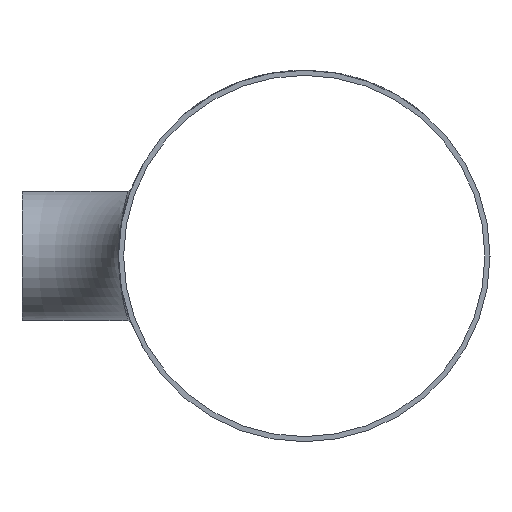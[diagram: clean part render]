
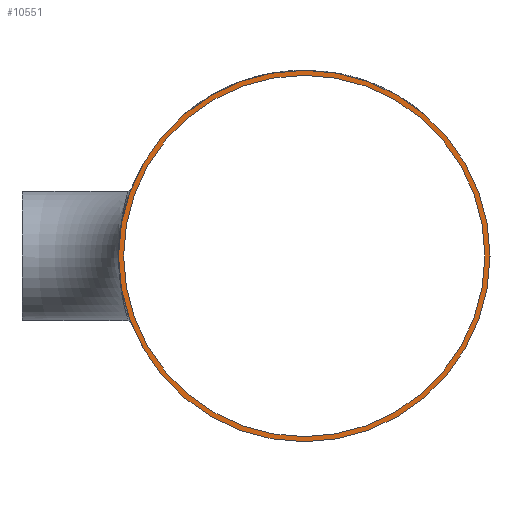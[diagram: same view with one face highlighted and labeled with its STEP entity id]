
A CAD part, left-side view. The second image highlights one B-rep face of the part: STEP entity #10551.
In plain terms, the highlighted planar face has unit normal (-1, 0, 0).
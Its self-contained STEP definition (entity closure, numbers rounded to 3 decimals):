
#396 = EDGE_LOOP ( 'NONE', ( #21832 ) ) ;
#989 = DIRECTION ( 'NONE',  ( 1., 0., 0. ) ) ;
#1677 = AXIS2_PLACEMENT_3D ( 'NONE', #34576, #8541, #28419 ) ;
#4114 = DIRECTION ( 'NONE',  ( 0., 0., -1. ) ) ;
#4725 = PLANE ( 'NONE',  #37887 ) ;
#5362 = CIRCLE ( 'NONE', #10304, 106.55 ) ;
#6074 = ORIENTED_EDGE ( 'NONE', *, *, #18309, .F. ) ;
#6967 = FACE_BOUND ( 'NONE', #396, .T. ) ;
#8437 = CARTESIAN_POINT ( 'NONE',  ( -305., -166.5, -109.55 ) ) ;
#8541 = DIRECTION ( 'NONE',  ( 1., 0., 0. ) ) ;
#10304 = AXIS2_PLACEMENT_3D ( 'NONE', #40274, #14436, #4114 ) ;
#10551 = ADVANCED_FACE ( 'NONE', ( #6967, #11335 ), #4725, .F. ) ;
#11335 = FACE_OUTER_BOUND ( 'NONE', #42585, .T. ) ;
#14436 = DIRECTION ( 'NONE',  ( 1., 0., 0. ) ) ;
#14800 = VERTEX_POINT ( 'NONE', #8437 ) ;
#15019 = VERTEX_POINT ( 'NONE', #34684 ) ;
#18309 = EDGE_CURVE ( 'NONE', #14800, #14800, #35255, .T. ) ;
#21152 = DIRECTION ( 'NONE',  ( 0., 0., -1. ) ) ;
#21832 = ORIENTED_EDGE ( 'NONE', *, *, #27850, .T. ) ;
#27850 = EDGE_CURVE ( 'NONE', #15019, #15019, #5362, .T. ) ;
#27923 = CARTESIAN_POINT ( 'NONE',  ( -305., -166.5, 0. ) ) ;
#28419 = DIRECTION ( 'NONE',  ( 0., 0., -1. ) ) ;
#34576 = CARTESIAN_POINT ( 'NONE',  ( -305., -166.5, 0. ) ) ;
#34684 = CARTESIAN_POINT ( 'NONE',  ( -305., -166.5, -106.55 ) ) ;
#35255 = CIRCLE ( 'NONE', #1677, 109.55 ) ;
#37887 = AXIS2_PLACEMENT_3D ( 'NONE', #27923, #989, #21152 ) ;
#40274 = CARTESIAN_POINT ( 'NONE',  ( -305., -166.5, 0. ) ) ;
#42585 = EDGE_LOOP ( 'NONE', ( #6074 ) ) ;
